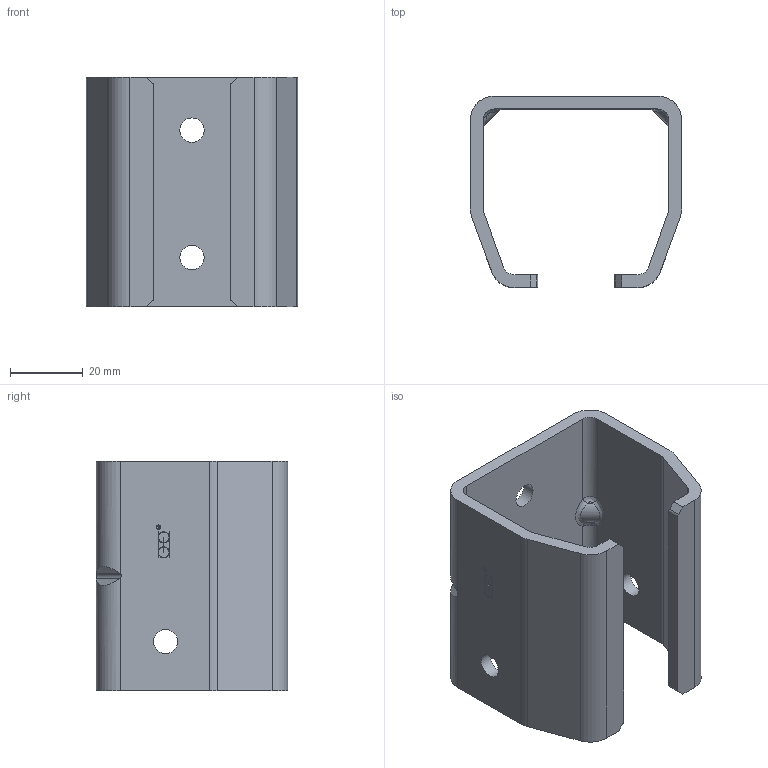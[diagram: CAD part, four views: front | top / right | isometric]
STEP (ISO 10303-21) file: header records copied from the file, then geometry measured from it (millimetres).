
FILE_DESCRIPTION((''),'2;1');
FILE_NAME('9048.stp','2013-10-02T12:13:31',('Giuliano'),(''),'Autodesk Inventor 2013','Autodesk Inventor 2013','');
FILE_SCHEMA(('AUTOMOTIVE_DESIGN { 1 0 10303 214 1 1 1 1 }'));
Length unit declared in the file: millimetre
Products named in the file (2): 9048; 15699
Assembly tree (1 placements, depth 2):
  9048
    15699
Bounding box: 58 x 52.5 x 63 mm (x, y, z)
Volume: 36738.6 mm3; surface area: 22900 mm2
Topology: 1 solids, 1 shells, 193 faces, 509 edges, 335 vertices
Faces by surface type: plane 93, bspline 60, cylinder 40
Full cylindrical faces by diameter (mm): 1.151 x1, 1.25 x1, 6.647 x4
Entity records: 6625 total; most frequent: CARTESIAN_POINT 2116, ORIENTED_EDGE 1000, DIRECTION 756, EDGE_CURVE 500, VERTEX_POINT 332, VECTOR 292, LINE 292, AXIS2_PLACEMENT_3D 232
